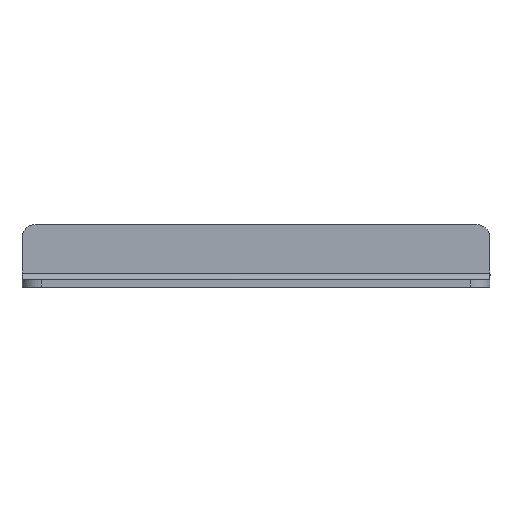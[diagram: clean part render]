
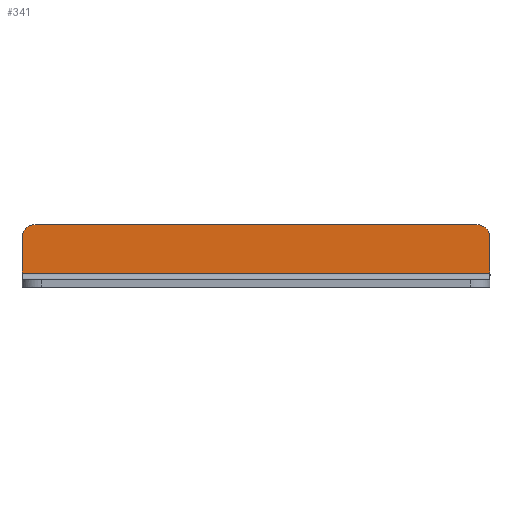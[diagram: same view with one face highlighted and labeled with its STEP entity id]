
A CAD part, front view. The second image highlights one B-rep face of the part: STEP entity #341.
In plain terms, the highlighted free-form (B-spline) face has degree [1, 1] with [2, 2] control points.
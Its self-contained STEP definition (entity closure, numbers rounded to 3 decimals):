
#14 = CARTESIAN_POINT ( 'NONE',  ( 39.293, 163.417, 39.71 ) ) ;
#21 = CARTESIAN_POINT ( 'NONE',  ( 37.95, 163.417, 38.277 ) ) ;
#28 = CARTESIAN_POINT ( 'NONE',  ( 36.22, 163.417, 34.77 ) ) ;
#30 = CARTESIAN_POINT ( 'NONE',  ( 395.9, 163.417, 32.831 ) ) ;
#44 = VERTEX_POINT ( 'NONE', #1120 ) ;
#48 = CARTESIAN_POINT ( 'NONE',  ( 394.579, 163.417, 37.185 ) ) ;
#53 = CARTESIAN_POINT ( 'NONE',  ( 395.39, 163.417, 35.395 ) ) ;
#69 = CARTESIAN_POINT ( 'NONE',  ( 35.9, 163.417, 32.175 ) ) ;
#89 = B_SPLINE_CURVE_WITH_KNOTS ( 'NONE', 1,
 ( #905, #687 ),
 .UNSPECIFIED., .F., .F.,
 ( 2, 2 ),
 ( -1., 0. ),
 .UNSPECIFIED. ) ;
#99 = CARTESIAN_POINT ( 'NONE',  ( 395.9, 163.417, 5. ) ) ;
#119 = CARTESIAN_POINT ( 'NONE',  ( 35.9, 163.417, 5. ) ) ;
#124 = CARTESIAN_POINT ( 'NONE',  ( 385.9, 163.417, 42.175 ) ) ;
#128 = CARTESIAN_POINT ( 'NONE',  ( 395.836, 163.417, 33.482 ) ) ;
#136 = CARTESIAN_POINT ( 'NONE',  ( 395.9, 163.417, 32.175 ) ) ;
#143 = ORIENTED_EDGE ( 'NONE', *, *, #547, .T. ) ;
#146 = CARTESIAN_POINT ( 'NONE',  ( 388.495, 163.417, 41.855 ) ) ;
#166 = CARTESIAN_POINT ( 'NONE',  ( 395.9, 163.417, 5. ) ) ;
#187 = EDGE_LOOP ( 'NONE', ( #507, #1203, #753, #983, #143, #358 ) ) ;
#222 = CARTESIAN_POINT ( 'NONE',  ( 395.9, 163.417, 5. ) ) ;
#237 = CARTESIAN_POINT ( 'NONE',  ( 389.12, 163.417, 41.665 ) ) ;
#278 = CARTESIAN_POINT ( 'NONE',  ( 43.305, 163.417, 41.855 ) ) ;
#285 = CARTESIAN_POINT ( 'NONE',  ( 37.221, 163.417, 37.185 ) ) ;
#290 = CARTESIAN_POINT ( 'NONE',  ( 395.9, 163.417, 32.175 ) ) ;
#314 = VERTEX_POINT ( 'NONE', #1249 ) ;
#319 = EDGE_CURVE ( 'NONE', #44, #314, #740, .T. ) ;
#341 = ADVANCED_FACE ( 'NONE', ( #1144 ), #759, .T. ) ;
#342 = B_SPLINE_CURVE_WITH_KNOTS ( 'NONE', 1,
 ( #99, #290 ),
 .UNSPECIFIED., .F., .F.,
 ( 2, 2 ),
 ( 0., 1. ),
 .UNSPECIFIED. ) ;
#358 = ORIENTED_EDGE ( 'NONE', *, *, #319, .T. ) ;
#372 = CARTESIAN_POINT ( 'NONE',  ( 42.68, 163.417, 41.665 ) ) ;
#377 = CARTESIAN_POINT ( 'NONE',  ( 35.9, 163.417, 32.175 ) ) ;
#414 = CARTESIAN_POINT ( 'NONE',  ( 387.207, 163.417, 42.111 ) ) ;
#425 = EDGE_CURVE ( 'NONE', #1029, #479, #705, .T. ) ;
#466 = CARTESIAN_POINT ( 'NONE',  ( 35.9, 163.417, 32.175 ) ) ;
#479 = VERTEX_POINT ( 'NONE', #119 ) ;
#480 = CARTESIAN_POINT ( 'NONE',  ( 45.9, 163.417, 42.175 ) ) ;
#486 = CARTESIAN_POINT ( 'NONE',  ( 36.912, 163.417, 36.608 ) ) ;
#493 = CARTESIAN_POINT ( 'NONE',  ( 392.002, 163.417, 40.125 ) ) ;
#507 = ORIENTED_EDGE ( 'NONE', *, *, #920, .T. ) ;
#537 = CARTESIAN_POINT ( 'NONE',  ( 395.9, 163.417, 42.175 ) ) ;
#547 = EDGE_CURVE ( 'NONE', #1209, #44, #1033, .T. ) ;
#605 = CARTESIAN_POINT ( 'NONE',  ( 395.58, 163.417, 34.77 ) ) ;
#612 = CARTESIAN_POINT ( 'NONE',  ( 395.9, 163.417, 32.175 ) ) ;
#631 = CARTESIAN_POINT ( 'NONE',  ( 35.9, 163.417, 5. ) ) ;
#653 = EDGE_CURVE ( 'NONE', #963, #1209, #342, .T. ) ;
#668 = CARTESIAN_POINT ( 'NONE',  ( 35.9, 163.417, 32.831 ) ) ;
#687 = CARTESIAN_POINT ( 'NONE',  ( 35.9, 163.417, 5. ) ) ;
#696 = CARTESIAN_POINT ( 'NONE',  ( 394.888, 163.417, 36.608 ) ) ;
#705 = B_SPLINE_CURVE_WITH_KNOTS ( 'NONE', 1,
 ( #466, #985 ),
 .UNSPECIFIED., .F., .F.,
 ( 2, 2 ),
 ( 0., 1. ),
 .UNSPECIFIED. ) ;
#740 = B_SPLINE_CURVE_WITH_KNOTS ( 'NONE', 1,
 ( #1049, #936 ),
 .UNSPECIFIED., .F., .F.,
 ( 2, 2 ),
 ( 0., 1. ),
 .UNSPECIFIED. ) ;
#753 = ORIENTED_EDGE ( 'NONE', *, *, #1197, .F. ) ;
#759 = B_SPLINE_SURFACE_WITH_KNOTS ( 'NONE', 1, 1, ( 
 ( #631, #1159 ),
 ( #166, #537 ) ),
 .UNSPECIFIED., .F., .F., .F.,
 ( 2, 2 ),
 ( 2, 2 ),
 ( 0., 1. ),
 ( 0., 1. ),
 .UNSPECIFIED. ) ;
#766 = CARTESIAN_POINT ( 'NONE',  ( 41.467, 163.417, 41.162 ) ) ;
#868 = CARTESIAN_POINT ( 'NONE',  ( 38.365, 163.417, 38.782 ) ) ;
#883 = CARTESIAN_POINT ( 'NONE',  ( 44.593, 163.417, 42.111 ) ) ;
#903 = CARTESIAN_POINT ( 'NONE',  ( 392.507, 163.417, 39.71 ) ) ;
#905 = CARTESIAN_POINT ( 'NONE',  ( 395.9, 163.417, 5. ) ) ;
#920 = EDGE_CURVE ( 'NONE', #314, #1029, #1116, .T. ) ;
#936 = CARTESIAN_POINT ( 'NONE',  ( 45.9, 163.417, 42.175 ) ) ;
#963 = VERTEX_POINT ( 'NONE', #222 ) ;
#964 = CARTESIAN_POINT ( 'NONE',  ( 40.89, 163.417, 40.854 ) ) ;
#982 = CARTESIAN_POINT ( 'NONE',  ( 39.798, 163.417, 40.125 ) ) ;
#983 = ORIENTED_EDGE ( 'NONE', *, *, #653, .T. ) ;
#985 = CARTESIAN_POINT ( 'NONE',  ( 35.9, 163.417, 5. ) ) ;
#997 = CARTESIAN_POINT ( 'NONE',  ( 393.435, 163.417, 38.782 ) ) ;
#1010 = CARTESIAN_POINT ( 'NONE',  ( 390.91, 163.417, 40.854 ) ) ;
#1029 = VERTEX_POINT ( 'NONE', #69 ) ;
#1033 = B_SPLINE_CURVE_WITH_KNOTS ( 'NONE', 3,
 ( #612, #30, #128, #605, #53, #696, #48, #1103, #997, #903, #493, #1010, #1200, #237, #146, #414, #1126, #124 ),
 .UNSPECIFIED., .F., .F.,
 ( 4, 2, 2, 2, 2, 2, 2, 2, 4 ),
 ( 0., 0.196, 0.393, 0.589, 0.785, 0.982, 1.178, 1.374, 1.571 ),
 .UNSPECIFIED. ) ;
#1049 = CARTESIAN_POINT ( 'NONE',  ( 385.9, 163.417, 42.175 ) ) ;
#1103 = CARTESIAN_POINT ( 'NONE',  ( 393.85, 163.417, 38.277 ) ) ;
#1116 = B_SPLINE_CURVE_WITH_KNOTS ( 'NONE', 3,
 ( #480, #1191, #883, #278, #372, #766, #964, #982, #14, #868, #21, #285, #486, #1175, #28, #1196, #668, #377 ),
 .UNSPECIFIED., .F., .F.,
 ( 4, 2, 2, 2, 2, 2, 2, 2, 4 ),
 ( 0., 0.196, 0.393, 0.589, 0.785, 0.982, 1.178, 1.374, 1.571 ),
 .UNSPECIFIED. ) ;
#1120 = CARTESIAN_POINT ( 'NONE',  ( 385.9, 163.417, 42.175 ) ) ;
#1126 = CARTESIAN_POINT ( 'NONE',  ( 386.557, 163.417, 42.175 ) ) ;
#1144 = FACE_OUTER_BOUND ( 'NONE', #187, .T. ) ;
#1159 = CARTESIAN_POINT ( 'NONE',  ( 35.9, 163.417, 42.175 ) ) ;
#1175 = CARTESIAN_POINT ( 'NONE',  ( 36.41, 163.417, 35.395 ) ) ;
#1191 = CARTESIAN_POINT ( 'NONE',  ( 45.243, 163.417, 42.175 ) ) ;
#1196 = CARTESIAN_POINT ( 'NONE',  ( 35.964, 163.417, 33.482 ) ) ;
#1197 = EDGE_CURVE ( 'NONE', #963, #479, #89, .T. ) ;
#1200 = CARTESIAN_POINT ( 'NONE',  ( 390.333, 163.417, 41.162 ) ) ;
#1203 = ORIENTED_EDGE ( 'NONE', *, *, #425, .T. ) ;
#1209 = VERTEX_POINT ( 'NONE', #136 ) ;
#1249 = CARTESIAN_POINT ( 'NONE',  ( 45.9, 163.417, 42.175 ) ) ;
